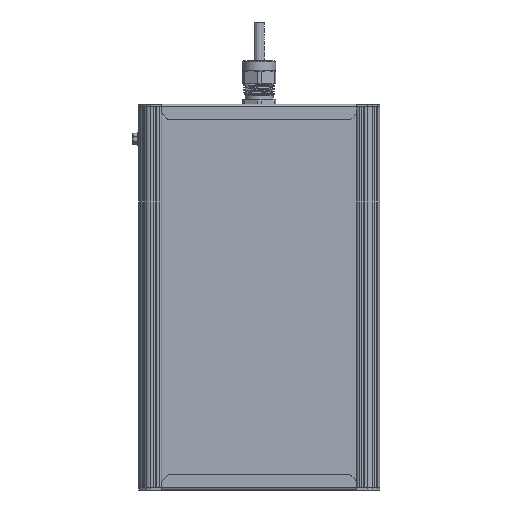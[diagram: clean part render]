
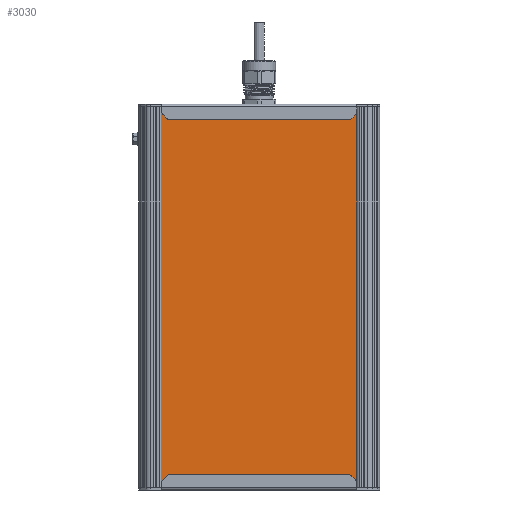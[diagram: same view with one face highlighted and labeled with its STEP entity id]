
A CAD part, front view. The second image highlights one B-rep face of the part: STEP entity #3030.
In plain terms, the highlighted face is planar.
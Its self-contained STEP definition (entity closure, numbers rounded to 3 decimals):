
#3030=ADVANCED_FACE('',(#7166),#7168,.T.);
#7166=FACE_BOUND('',#7167,.T.);
#7167=EDGE_LOOP('',(#35714,#35715,#35716,#35717));
#7168=PLANE('',#7169);
#7169=AXIS2_PLACEMENT_3D('',#7170,#7171,#7172);
#7170=CARTESIAN_POINT('',(2111.497,401.002,-34.582));
#7171=DIRECTION('',(0.,0.,-1.));
#7172=DIRECTION('',(0.,1.,0.));
#35714=ORIENTED_EDGE('',*,*,#40156,.F.);
#35715=ORIENTED_EDGE('',*,*,#40164,.F.);
#35716=ORIENTED_EDGE('',*,*,#40161,.T.);
#35717=ORIENTED_EDGE('',*,*,#40165,.F.);
#40156=EDGE_CURVE('',#43820,#43822,#43823,.T.);
#40161=EDGE_CURVE('',#43830,#43831,#43832,.T.);
#40164=EDGE_CURVE('',#43830,#43820,#43835,.T.);
#40165=EDGE_CURVE('',#43822,#43831,#43836,.T.);
#43820=VERTEX_POINT('',#51834);
#43822=VERTEX_POINT('',#51838);
#43823=LINE('',#51839,#51840);
#43830=VERTEX_POINT('',#51856);
#43831=VERTEX_POINT('',#51857);
#43832=LINE('',#51858,#51859);
#43835=LINE('',#51867,#51868);
#43836=LINE('',#51870,#51871);
#51834=CARTESIAN_POINT('',(2111.497,401.002,-34.582));
#51838=CARTESIAN_POINT('',(2407.497,401.002,-34.582));
#51839=CARTESIAN_POINT('',(2111.497,401.002,-34.582));
#51840=VECTOR('',#51841,1.);
#51841=DIRECTION('',(1.,0.,0.));
#51856=CARTESIAN_POINT('',(2111.497,565.13,-34.582));
#51857=CARTESIAN_POINT('',(2407.497,565.13,-34.582));
#51858=CARTESIAN_POINT('',(2111.497,565.13,-34.582));
#51859=VECTOR('',#51860,1.);
#51860=DIRECTION('',(1.,0.,0.));
#51867=CARTESIAN_POINT('',(2111.497,565.13,-34.582));
#51868=VECTOR('',#51869,1.);
#51869=DIRECTION('',(0.,-1.,0.));
#51870=CARTESIAN_POINT('',(2407.497,401.002,-34.582));
#51871=VECTOR('',#51872,1.);
#51872=DIRECTION('',(0.,1.,0.));
